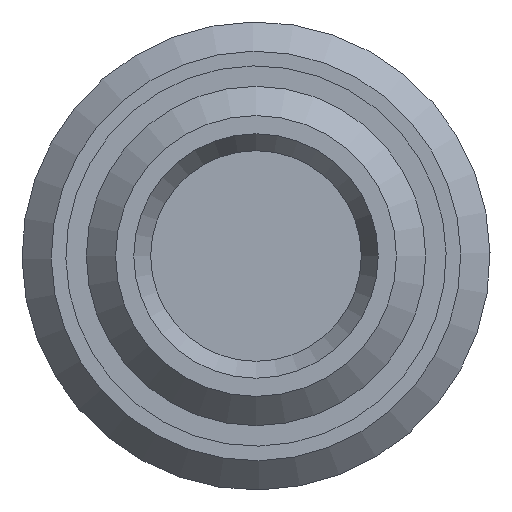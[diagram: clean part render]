
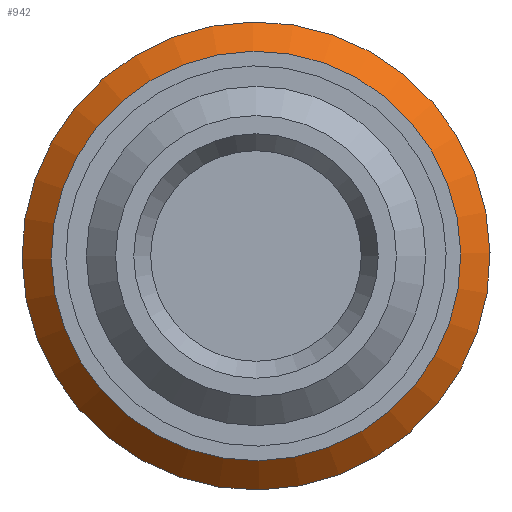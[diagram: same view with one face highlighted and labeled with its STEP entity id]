
A CAD part, front view. The second image highlights one B-rep face of the part: STEP entity #942.
In plain terms, the highlighted conical face has half-angle 45 degrees and reference radius 3.75 mm.
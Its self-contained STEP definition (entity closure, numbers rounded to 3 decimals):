
#30=CONICAL_SURFACE('',#1026,3.75,0.785);
#79=FACE_OUTER_BOUND('',#135,.T.);
#135=EDGE_LOOP('',(#622,#623,#624,#625,#626));
#191=LINE('',#1453,#257);
#257=VECTOR('',#1163,3.75);
#329=CIRCLE('',#1027,4.);
#330=CIRCLE('',#1028,4.);
#331=CIRCLE('',#1029,3.5);
#389=VERTEX_POINT('',#1448);
#390=VERTEX_POINT('',#1449);
#391=VERTEX_POINT('',#1452);
#483=EDGE_CURVE('',#389,#390,#329,.T.);
#484=EDGE_CURVE('',#390,#389,#330,.T.);
#485=EDGE_CURVE('',#389,#391,#191,.T.);
#486=EDGE_CURVE('',#391,#391,#331,.T.);
#622=ORIENTED_EDGE('',*,*,#483,.T.);
#623=ORIENTED_EDGE('',*,*,#484,.T.);
#624=ORIENTED_EDGE('',*,*,#485,.T.);
#625=ORIENTED_EDGE('',*,*,#486,.T.);
#626=ORIENTED_EDGE('',*,*,#485,.F.);
#942=ADVANCED_FACE('',(#79),#30,.T.);
#1026=AXIS2_PLACEMENT_3D('',#1447,#1157,#1158);
#1027=AXIS2_PLACEMENT_3D('',#1450,#1159,#1160);
#1028=AXIS2_PLACEMENT_3D('',#1451,#1161,#1162);
#1029=AXIS2_PLACEMENT_3D('',#1454,#1164,#1165);
#1157=DIRECTION('center_axis',(0.,1.,0.));
#1158=DIRECTION('ref_axis',(1.,0.,0.015));
#1159=DIRECTION('center_axis',(0.,-1.,0.));
#1160=DIRECTION('ref_axis',(1.,0.,0.015));
#1161=DIRECTION('center_axis',(0.,-1.,0.));
#1162=DIRECTION('ref_axis',(1.,0.,0.015));
#1163=DIRECTION('',(0.707,-0.707,0.01));
#1164=DIRECTION('center_axis',(0.,1.,0.));
#1165=DIRECTION('ref_axis',(1.,0.,0.015));
#1447=CARTESIAN_POINT('Origin',(-32.994,-28.297,0.5));
#1448=CARTESIAN_POINT('',(-36.994,-28.047,0.441));
#1449=CARTESIAN_POINT('',(-28.995,-28.047,0.559));
#1450=CARTESIAN_POINT('Origin',(-32.994,-28.047,0.5));
#1451=CARTESIAN_POINT('Origin',(-32.994,-28.047,0.5));
#1452=CARTESIAN_POINT('',(-36.494,-28.547,0.449));
#1453=CARTESIAN_POINT('',(-36.744,-28.297,0.445));
#1454=CARTESIAN_POINT('Origin',(-32.994,-28.547,0.5));
